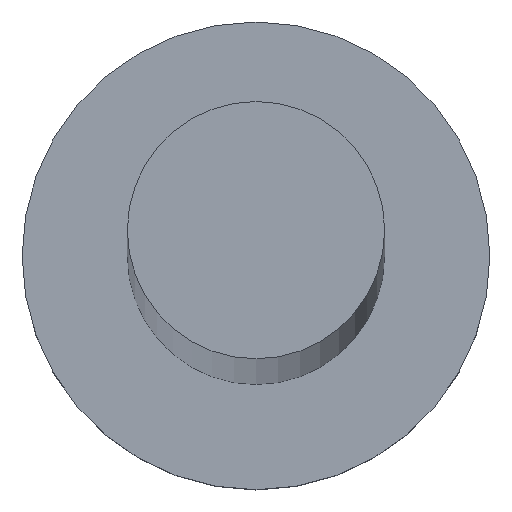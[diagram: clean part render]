
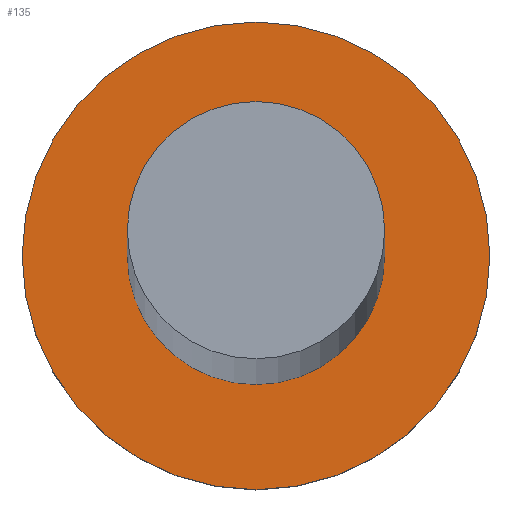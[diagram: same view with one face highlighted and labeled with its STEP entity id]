
A CAD part, top view. The second image highlights one B-rep face of the part: STEP entity #135.
In plain terms, the highlighted planar face has unit normal (0, 0, 1).
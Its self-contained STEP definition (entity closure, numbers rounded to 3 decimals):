
#2 = ORIENTED_EDGE ( 'NONE', *, *, #218, .T. ) ;
#22 = CIRCLE ( 'NONE', #49, 5. ) ;
#30 = DIRECTION ( 'NONE',  ( 0., 0., 1. ) ) ;
#31 = CARTESIAN_POINT ( 'NONE',  ( 0., 0., 3. ) ) ;
#33 = CARTESIAN_POINT ( 'NONE',  ( 0., 0., 3. ) ) ;
#37 = DIRECTION ( 'NONE',  ( 1., 0., 0. ) ) ;
#39 = AXIS2_PLACEMENT_3D ( 'NONE', #239, #253, #37 ) ;
#49 = AXIS2_PLACEMENT_3D ( 'NONE', #31, #109, #212 ) ;
#50 = DIRECTION ( 'NONE',  ( 0., 0., 1. ) ) ;
#52 = DIRECTION ( 'NONE',  ( 1., 0., 0. ) ) ;
#55 = DIRECTION ( 'NONE',  ( 1., 0., 0. ) ) ;
#60 = AXIS2_PLACEMENT_3D ( 'NONE', #206, #50, #185 ) ;
#63 = VERTEX_POINT ( 'NONE', #127 ) ;
#81 = EDGE_CURVE ( 'NONE', #102, #63, #180, .T. ) ;
#102 = VERTEX_POINT ( 'NONE', #191 ) ;
#105 = FACE_BOUND ( 'NONE', #243, .T. ) ;
#109 = DIRECTION ( 'NONE',  ( 0., 0., 1. ) ) ;
#117 = CIRCLE ( 'NONE', #228, 2.75 ) ;
#118 = ORIENTED_EDGE ( 'NONE', *, *, #238, .F. ) ;
#127 = CARTESIAN_POINT ( 'NONE',  ( -2.75, 0., 3. ) ) ;
#135 = ADVANCED_FACE ( 'NONE', ( #105, #169 ), #229, .T. ) ;
#138 = EDGE_LOOP ( 'NONE', ( #2, #241 ) ) ;
#145 = CARTESIAN_POINT ( 'NONE',  ( 0., 0., 3. ) ) ;
#151 = CARTESIAN_POINT ( 'NONE',  ( -5., 0., 3. ) ) ;
#152 = DIRECTION ( 'NONE',  ( 0., 0., 1. ) ) ;
#153 = EDGE_CURVE ( 'NONE', #178, #244, #22, .T. ) ;
#169 = FACE_OUTER_BOUND ( 'NONE', #138, .T. ) ;
#170 = CARTESIAN_POINT ( 'NONE',  ( 5., 0., 3. ) ) ;
#178 = VERTEX_POINT ( 'NONE', #170 ) ;
#180 = CIRCLE ( 'NONE', #198, 2.75 ) ;
#182 = ORIENTED_EDGE ( 'NONE', *, *, #81, .F. ) ;
#185 = DIRECTION ( 'NONE',  ( 1., 0., 0. ) ) ;
#191 = CARTESIAN_POINT ( 'NONE',  ( 2.75, 0., 3. ) ) ;
#198 = AXIS2_PLACEMENT_3D ( 'NONE', #145, #30, #52 ) ;
#199 = CIRCLE ( 'NONE', #39, 5. ) ;
#206 = CARTESIAN_POINT ( 'NONE',  ( 0., 0., 3. ) ) ;
#212 = DIRECTION ( 'NONE',  ( 1., 0., 0. ) ) ;
#218 = EDGE_CURVE ( 'NONE', #244, #178, #199, .T. ) ;
#228 = AXIS2_PLACEMENT_3D ( 'NONE', #33, #152, #55 ) ;
#229 = PLANE ( 'NONE',  #60 ) ;
#238 = EDGE_CURVE ( 'NONE', #63, #102, #117, .T. ) ;
#239 = CARTESIAN_POINT ( 'NONE',  ( 0., 0., 3. ) ) ;
#241 = ORIENTED_EDGE ( 'NONE', *, *, #153, .T. ) ;
#243 = EDGE_LOOP ( 'NONE', ( #118, #182 ) ) ;
#244 = VERTEX_POINT ( 'NONE', #151 ) ;
#253 = DIRECTION ( 'NONE',  ( 0., 0., 1. ) ) ;
